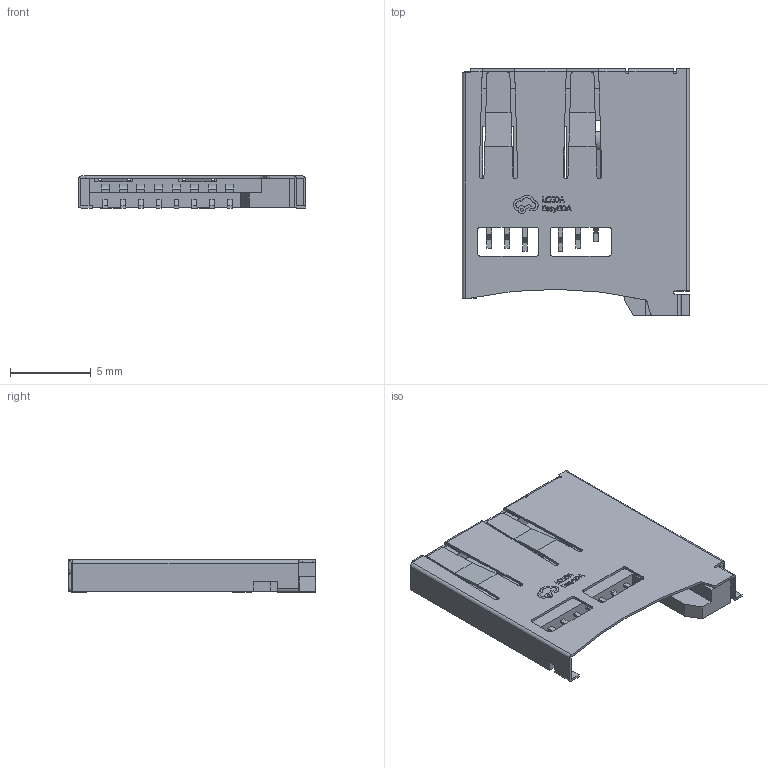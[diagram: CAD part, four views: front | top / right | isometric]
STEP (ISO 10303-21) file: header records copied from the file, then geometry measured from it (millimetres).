
FILE_DESCRIPTION (( 'STEP AP214' ), '1' );
FILE_NAME ('TF-SMD_TF-011.step', '2022-07-29T08:27:05', ( '' ), ( '' ), 'SwSTEP 2.0', 'SolidWorks 2020', '' );
FILE_SCHEMA (( 'AUTOMOTIVE_DESIGN' ));
Length unit declared in the file: millimetre
Products named in the file (1): TF-SMD_TF-011
Bounding box: 14.05 x 15.25 x 2 mm (x, y, z)
Volume: 196.5 mm3; surface area: 1012.2 mm2
Topology: 2 solids, 2 shells, 561 faces, 1575 edges, 1049 vertices
Faces by surface type: plane 398, bspline 98, cylinder 65
Entity records: 24663 total; most frequent: CARTESIAN_POINT 4504, ORIENTED_EDGE 3150, DIRECTION 2425, EDGE_CURVE 1575, LINE 1245, VECTOR 1245, VERTEX_POINT 1049, EDGE_LOOP 616
